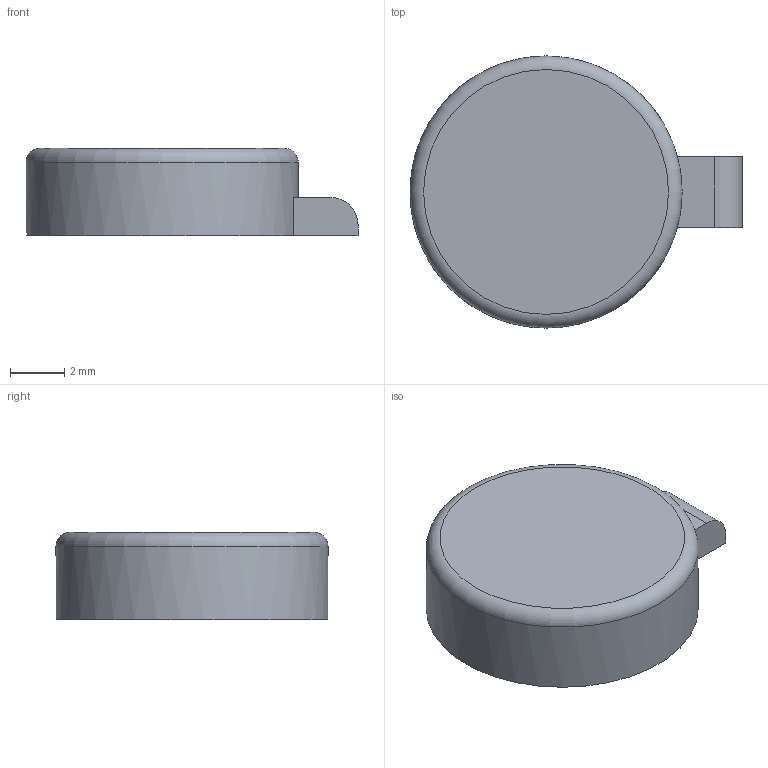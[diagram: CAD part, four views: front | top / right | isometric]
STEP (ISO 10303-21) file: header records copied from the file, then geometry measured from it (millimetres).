
FILE_DESCRIPTION(('FreeCAD Model'),'2;1');
FILE_NAME('vibrator.step','2019-07-15T11:30:08',('Author'),(''), 'Open CASCADE STEP processor 7.3','FreeCAD','Unknown');
FILE_SCHEMA(('AUTOMOTIVE_DESIGN { 1 0 10303 214 1 1 1 1 }'));
Length unit declared in the file: millimetre
Products named in the file (1): Fusion
Bounding box: 12.2 x 10 x 3.2 mm (x, y, z)
Volume: 257.3 mm3; surface area: 267.5 mm2
Topology: 1 solids, 1 shells, 11 faces, 25 edges, 16 vertices
Faces by surface type: plane 8, cylinder 2, torus 1
Full cylindrical faces by diameter (mm): 10 x1
Entity records: 727 total; most frequent: CARTESIAN_POINT 121, DIRECTION 101, ORIENTED_EDGE 50, PCURVE 50, DEFINITIONAL_REPRESENTATION 50, LINE 49, VECTOR 49, EDGE_CURVE 25
